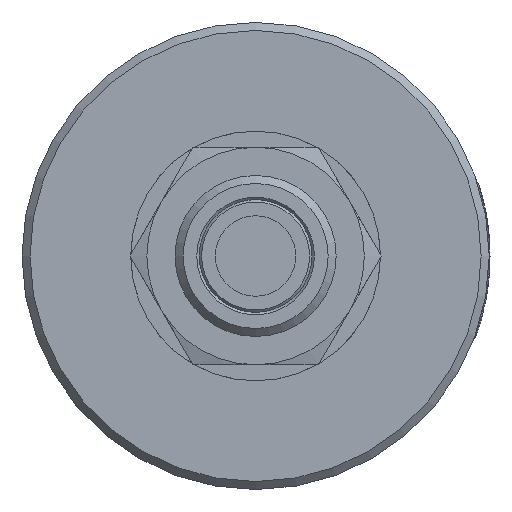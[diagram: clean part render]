
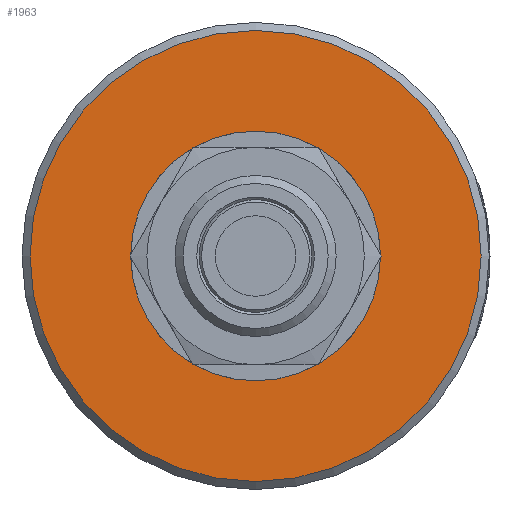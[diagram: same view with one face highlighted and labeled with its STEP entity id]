
A CAD part, left-side view. The second image highlights one B-rep face of the part: STEP entity #1963.
In plain terms, the highlighted planar face has unit normal (-1, 0, 0).
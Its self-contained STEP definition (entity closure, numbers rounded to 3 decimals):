
#48=FACE_BOUND('',#441,.T.);
#81=PLANE('',#2120);
#193=CIRCLE('',#2118,28.);
#194=CIRCLE('',#2121,15.5);
#195=CIRCLE('',#2122,15.5);
#315=FACE_OUTER_BOUND('',#440,.T.);
#440=EDGE_LOOP('',(#1714));
#441=EDGE_LOOP('',(#1715,#1716));
#941=VERTEX_POINT('',#4219);
#942=VERTEX_POINT('',#4224);
#943=VERTEX_POINT('',#4225);
#1211=EDGE_CURVE('',#941,#941,#193,.T.);
#1212=EDGE_CURVE('',#942,#943,#194,.T.);
#1213=EDGE_CURVE('',#943,#942,#195,.T.);
#1714=ORIENTED_EDGE('',*,*,#1211,.F.);
#1715=ORIENTED_EDGE('',*,*,#1212,.T.);
#1716=ORIENTED_EDGE('',*,*,#1213,.T.);
#1963=ADVANCED_FACE('',(#315,#48),#81,.F.);
#2118=AXIS2_PLACEMENT_3D('',#4221,#2486,#2487);
#2120=AXIS2_PLACEMENT_3D('',#4223,#2490,#2491);
#2121=AXIS2_PLACEMENT_3D('',#4226,#2492,#2493);
#2122=AXIS2_PLACEMENT_3D('',#4227,#2494,#2495);
#2486=DIRECTION('center_axis',(1.,0.,0.));
#2487=DIRECTION('ref_axis',(0.,-1.,0.));
#2490=DIRECTION('center_axis',(1.,0.,0.));
#2491=DIRECTION('ref_axis',(0.,0.,-1.));
#2492=DIRECTION('center_axis',(1.,0.,0.));
#2493=DIRECTION('ref_axis',(0.,0.,1.));
#2494=DIRECTION('center_axis',(1.,0.,0.));
#2495=DIRECTION('ref_axis',(0.,0.,1.));
#4219=CARTESIAN_POINT('',(0.,28.,0.));
#4221=CARTESIAN_POINT('Origin',(0.,0.,0.));
#4223=CARTESIAN_POINT('Origin',(0.,0.,0.));
#4224=CARTESIAN_POINT('',(0.,0.,15.5));
#4225=CARTESIAN_POINT('',(0.,0.,-15.5));
#4226=CARTESIAN_POINT('Origin',(0.,0.,0.));
#4227=CARTESIAN_POINT('Origin',(0.,0.,0.));
